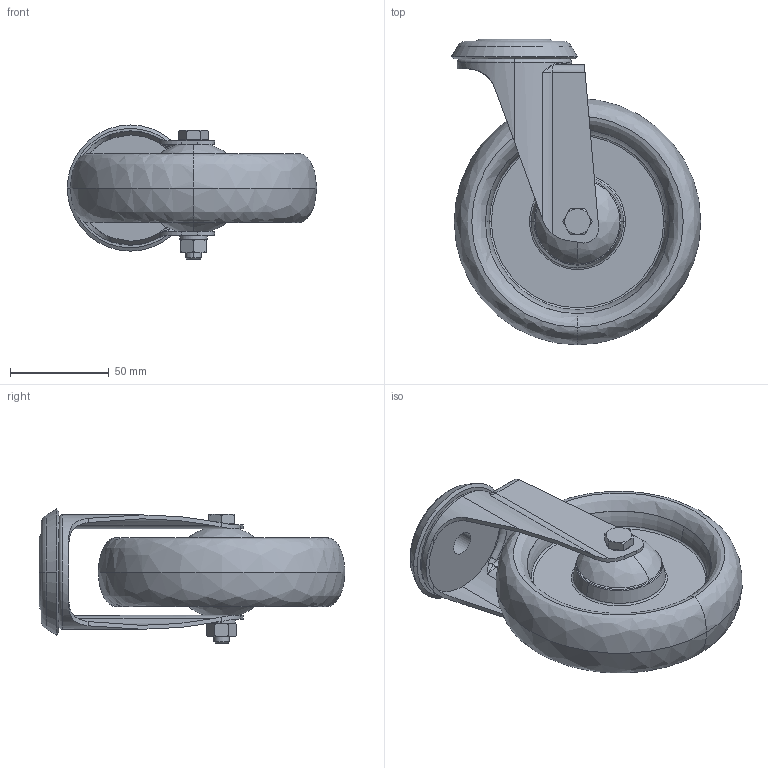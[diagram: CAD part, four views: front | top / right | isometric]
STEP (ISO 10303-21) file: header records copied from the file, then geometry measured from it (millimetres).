
FILE_DESCRIPTION (( 'STEP AP214' ), '1' );
FILE_NAME ('0034885.step', '2021-09-21T09:40:41', ( 'Windows-Benutzer' ), ( '' ), 'SwSTEP 2.0', 'SolidWorks 2020', '' );
FILE_SCHEMA (( 'AUTOMOTIVE_DESIGN' ));
Length unit declared in the file: millimetre
Products named in the file (1): 0034885
Bounding box: 126.5 x 155 x 68 mm (x, y, z)
Volume: 285428.9 mm3; surface area: 86080.8 mm2
Topology: 21 solids, 21 shells, 274 faces, 622 edges, 362 vertices
Faces by surface type: cylinder 74, plane 70, torus 40, cone 40, sphere 30, bspline 20
Entity records: 11084 total; most frequent: CARTESIAN_POINT 2049, DIRECTION 1300, ORIENTED_EDGE 1116, AXIS2_PLACEMENT_3D 575, EDGE_CURVE 558, VERTEX_POINT 342, CIRCLE 320, EDGE_LOOP 312
